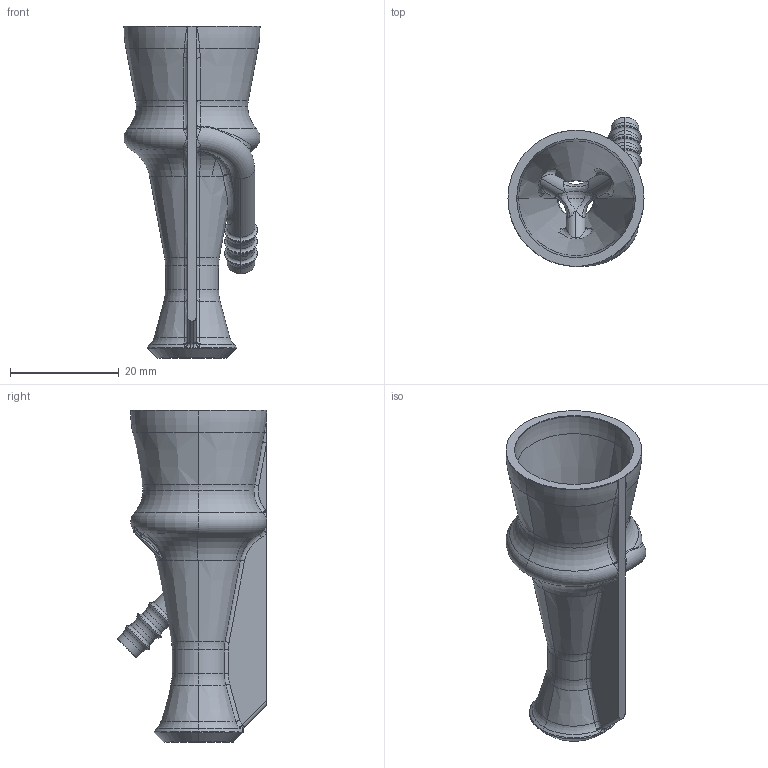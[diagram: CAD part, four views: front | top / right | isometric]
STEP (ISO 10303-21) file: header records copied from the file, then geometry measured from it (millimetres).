
FILE_DESCRIPTION (( 'STEP AP203' ), '1' );
FILE_NAME ('Respirator-free reanimation Venturi''s valve (rev. 4) FiO2-34 Body.STEP', '2020-03-23T08:40:47', ( '' ), ( '' ), 'SwSTEP 2.0', 'SolidWorks 2018', '' );
FILE_SCHEMA (( 'CONFIG_CONTROL_DESIGN' ));
Length unit declared in the file: millimetre
Products named in the file (1): Respirator-free reanimation Venturi''s valve (rev. 4) FiO2-34 Body
Bounding box: 25 x 27.46 x 61 mm (x, y, z)
Volume: 6165.9 mm3; surface area: 8531.2 mm2
Topology: 1 solids, 1 shells, 598 faces, 1505 edges, 910 vertices
Faces by surface type: bspline 273, plane 139, torus 96, cylinder 54, cone 30, sphere 6
Entity records: 33761 total; most frequent: CARTESIAN_POINT 21454, ORIENTED_EDGE 2976, DIRECTION 1905, EDGE_CURVE 1488, VERTEX_POINT 910, AXIS2_PLACEMENT_3D 700, EDGE_LOOP 630, ADVANCED_FACE 598
